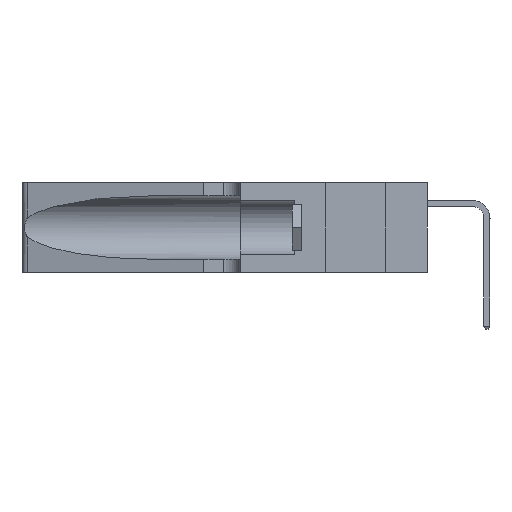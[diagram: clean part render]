
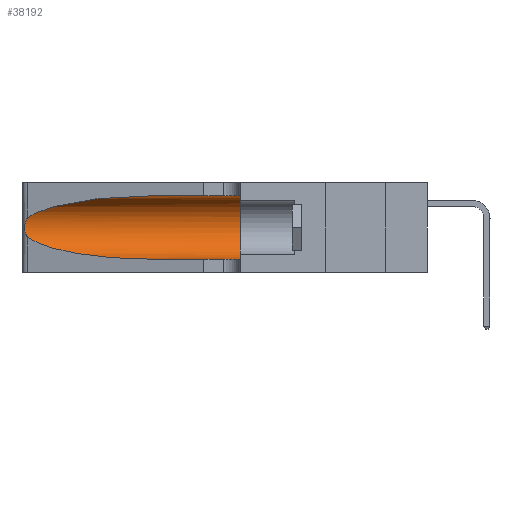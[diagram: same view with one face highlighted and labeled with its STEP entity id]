
A CAD part, left-side view. The second image highlights one B-rep face of the part: STEP entity #38192.
In plain terms, the highlighted cylindrical face has radius 3.308 mm (diameter 6.617 mm), a partial arc.
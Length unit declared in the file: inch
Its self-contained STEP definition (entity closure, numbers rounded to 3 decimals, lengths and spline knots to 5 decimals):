
#15 = LINE ( 'NONE', #6443, #18872 ) ;
#22 = CARTESIAN_POINT ( 'NONE',  ( 0.1305, 0.72297, 0.05475 ) ) ;
#1297 = EDGE_CURVE ( 'NONE', #4302, #34542, #21215, .T. ) ;
#1308 = DIRECTION ( 'NONE',  ( 0., 0., -1. ) ) ;
#1366 = AXIS2_PLACEMENT_3D ( 'NONE', #14455, #39082, #17992 ) ;
#2024 = CARTESIAN_POINT ( 'NONE',  ( 0.1305, 0.72297, 0.31525 ) ) ;
#2493 = CARTESIAN_POINT ( 'NONE',  ( 0.25789, 1.23486, 0.15765 ) ) ;
#3620 = DIRECTION ( 'NONE',  ( 0., -1., 0. ) ) ;
#4302 = VERTEX_POINT ( 'NONE', #35417 ) ;
#4305 = ORIENTED_EDGE ( 'NONE', *, *, #17617, .F. ) ;
#5933 = CARTESIAN_POINT ( 'NONE',  ( 0.25487, 1.22718, 0.22369 ) ) ;
#6073 = CARTESIAN_POINT ( 'NONE',  ( 0.25555, 1.22993, 0.14849 ) ) ;
#6443 = CARTESIAN_POINT ( 'NONE',  ( 0.1305, 1.61858, 0.05475 ) ) ;
#7862 = B_SPLINE_CURVE_WITH_KNOTS ( 'NONE', 3,
 ( #5933, #27139, #34189, #13068, #37696, #16613, #41232, #20161, #44752, #23741, #2493, #27294, #6073, #30815 ),
 .UNSPECIFIED., .F., .F.,
 ( 4, 2, 2, 2, 2, 2, 4 ),
 ( 0., 0.00027, 0.00053, 0.00107, 0.0016, 0.00187, 0.00214 ),
 .UNSPECIFIED. ) ;
#8467 = DIRECTION ( 'NONE',  ( 0., -1., 0. ) ) ;
#9151 = AXIS2_PLACEMENT_3D ( 'NONE', #11898, #8467, #1308 ) ;
#11538 = VERTEX_POINT ( 'NONE', #18118 ) ;
#11898 = CARTESIAN_POINT ( 'NONE',  ( 0.1305, 1.61858, 0.185 ) ) ;
#12761 = CARTESIAN_POINT ( 'NONE',  ( 0.2373, 1.15595, 0.28018 ) ) ;
#13068 = CARTESIAN_POINT ( 'NONE',  ( 0.25787, 1.23484, 0.2124 ) ) ;
#13287 = CARTESIAN_POINT ( 'NONE',  ( 0.1305, 0.35, 0.31525 ) ) ;
#13573 = CARTESIAN_POINT ( 'NONE',  ( 0.1305, 0.72297, 0.05475 ) ) ;
#14349 = CARTESIAN_POINT ( 'NONE',  ( 0.25487, 1.22718, 0.22369 ) ) ;
#14455 = CARTESIAN_POINT ( 'NONE',  ( 0.1305, 0.35, 0.185 ) ) ;
#15282 = VERTEX_POINT ( 'NONE', #13287 ) ;
#16613 = CARTESIAN_POINT ( 'NONE',  ( 0.26018, 1.23835, 0.19895 ) ) ;
#17617 = EDGE_CURVE ( 'NONE', #15282, #33260, #18003, .T. ) ;
#17992 = DIRECTION ( 'NONE',  ( 0., 0., 1. ) ) ;
#18003 = CIRCLE ( 'NONE', #1366, 0.13025 ) ;
#18118 = CARTESIAN_POINT ( 'NONE',  ( 0.1305, 0.72297, 0.31525 ) ) ;
#18845 = VERTEX_POINT ( 'NONE', #14349 ) ;
#18872 = VECTOR ( 'NONE', #38215, 39.37008 ) ;
#19703 = ORIENTED_EDGE ( 'NONE', *, *, #38972, .T. ) ;
#19891 = VECTOR ( 'NONE', #3620, 39.37008 ) ;
#20161 = CARTESIAN_POINT ( 'NONE',  ( 0.26075, 1.23896, 0.178 ) ) ;
#21215 =( BOUNDED_CURVE ( )  B_SPLINE_CURVE ( 3, ( #21266, #42323, #31602, #22 ),
 .UNSPECIFIED., .F., .T. ) 
 B_SPLINE_CURVE_WITH_KNOTS ( ( 4, 4 ),
 ( 3.44316, 4.71239 ),
 .UNSPECIFIED. ) 
 CURVE ( )  GEOMETRIC_REPRESENTATION_ITEM ( )  RATIONAL_B_SPLINE_CURVE ( ( 1., 0.87, 0.87, 1. ) ) 
 REPRESENTATION_ITEM ( '' )  );
#21266 = CARTESIAN_POINT ( 'NONE',  ( 0.25487, 1.22718, 0.14631 ) ) ;
#21421 = EDGE_LOOP ( 'NONE', ( #19703, #24270, #39440, #33395, #4305, #43325 ) ) ;
#22611 = CARTESIAN_POINT ( 'NONE',  ( 0.1305, 0.35, 0.05475 ) ) ;
#23741 = CARTESIAN_POINT ( 'NONE',  ( 0.25856, 1.23593, 0.16098 ) ) ;
#24270 = ORIENTED_EDGE ( 'NONE', *, *, #25557, .T. ) ;
#25557 = EDGE_CURVE ( 'NONE', #18845, #4302, #7862, .T. ) ;
#26065 = FACE_OUTER_BOUND ( 'NONE', #21421, .T. ) ;
#27139 = CARTESIAN_POINT ( 'NONE',  ( 0.25555, 1.22994, 0.2215 ) ) ;
#27294 = CARTESIAN_POINT ( 'NONE',  ( 0.25639, 1.23186, 0.15144 ) ) ;
#28380 = CARTESIAN_POINT ( 'NONE',  ( 0.1305, 1.61858, 0.31525 ) ) ;
#28400 = EDGE_CURVE ( 'NONE', #11538, #15282, #38611, .T. ) ;
#30365 = CARTESIAN_POINT ( 'NONE',  ( 0.18966, 0.96281, 0.31525 ) ) ;
#30815 = CARTESIAN_POINT ( 'NONE',  ( 0.25487, 1.22718, 0.14631 ) ) ;
#31602 = CARTESIAN_POINT ( 'NONE',  ( 0.18966, 0.96281, 0.05475 ) ) ;
#33260 = VERTEX_POINT ( 'NONE', #22611 ) ;
#33395 = ORIENTED_EDGE ( 'NONE', *, *, #42692, .T. ) ;
#33625 =( BOUNDED_CURVE ( )  B_SPLINE_CURVE ( 3, ( #2024, #30365, #12761, #37394 ),
 .UNSPECIFIED., .F., .T. ) 
 B_SPLINE_CURVE_WITH_KNOTS ( ( 4, 4 ),
 ( 1.5708, 2.84003 ),
 .UNSPECIFIED. ) 
 CURVE ( )  GEOMETRIC_REPRESENTATION_ITEM ( )  RATIONAL_B_SPLINE_CURVE ( ( 1., 0.87, 0.87, 1. ) ) 
 REPRESENTATION_ITEM ( '' )  );
#34189 = CARTESIAN_POINT ( 'NONE',  ( 0.25639, 1.23184, 0.21858 ) ) ;
#34305 = CYLINDRICAL_SURFACE ( 'NONE', #9151, 0.13025 ) ;
#34542 = VERTEX_POINT ( 'NONE', #13573 ) ;
#35417 = CARTESIAN_POINT ( 'NONE',  ( 0.25487, 1.22718, 0.14631 ) ) ;
#37394 = CARTESIAN_POINT ( 'NONE',  ( 0.25487, 1.22718, 0.22369 ) ) ;
#37696 = CARTESIAN_POINT ( 'NONE',  ( 0.25854, 1.2359, 0.20912 ) ) ;
#38192 = ADVANCED_FACE ( 'NONE', ( #26065 ), #34305, .F. ) ;
#38215 = DIRECTION ( 'NONE',  ( 0., -1., 0. ) ) ;
#38611 = LINE ( 'NONE', #28380, #19891 ) ;
#38972 = EDGE_CURVE ( 'NONE', #11538, #18845, #33625, .T. ) ;
#39082 = DIRECTION ( 'NONE',  ( 0., 1., 0. ) ) ;
#39440 = ORIENTED_EDGE ( 'NONE', *, *, #1297, .T. ) ;
#41232 = CARTESIAN_POINT ( 'NONE',  ( 0.26075, 1.23896, 0.19203 ) ) ;
#42323 = CARTESIAN_POINT ( 'NONE',  ( 0.2373, 1.15595, 0.08982 ) ) ;
#42692 = EDGE_CURVE ( 'NONE', #34542, #33260, #15, .T. ) ;
#43325 = ORIENTED_EDGE ( 'NONE', *, *, #28400, .F. ) ;
#44752 = CARTESIAN_POINT ( 'NONE',  ( 0.26017, 1.23833, 0.17102 ) ) ;
